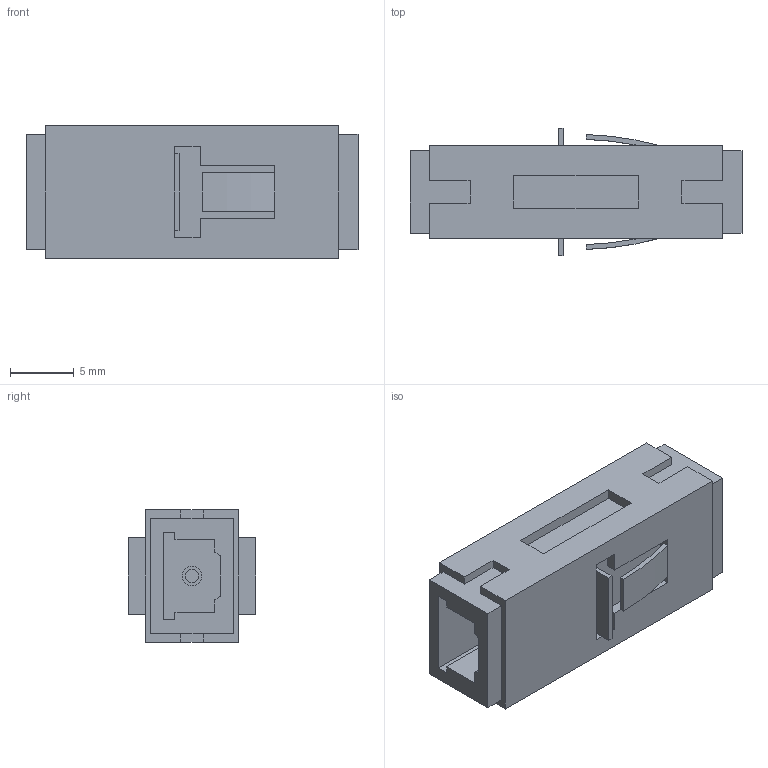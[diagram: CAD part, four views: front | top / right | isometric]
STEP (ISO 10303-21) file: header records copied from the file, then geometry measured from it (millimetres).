
FILE_DESCRIPTION (( 'STEP AP203' ), '1' );
FILE_NAME ('FOA-701.STEP', '2006-06-30T18:48:24', ( ' ' ), ( ' ' ), 'SwSTEP 2.0', 'SolidWorks 2005354', '' );
FILE_SCHEMA (( 'CONFIG_CONTROL_DESIGN' ));
Length unit declared in the file: inch
Products named in the file (1): FOA-701
Bounding box: 25.98 x 9.98 x 10.39 mm (x, y, z)
Volume: 1312.7 mm3; surface area: 1809.5 mm2
Topology: 1 solids, 1 shells, 118 faces, 310 edges, 204 vertices
Faces by surface type: plane 106, cylinder 12
Entity records: 3653 total; most frequent: CARTESIAN_POINT 633, ORIENTED_EDGE 620, DIRECTION 572, EDGE_CURVE 310, VECTOR 286, LINE 286, VERTEX_POINT 204, AXIS2_PLACEMENT_3D 143
